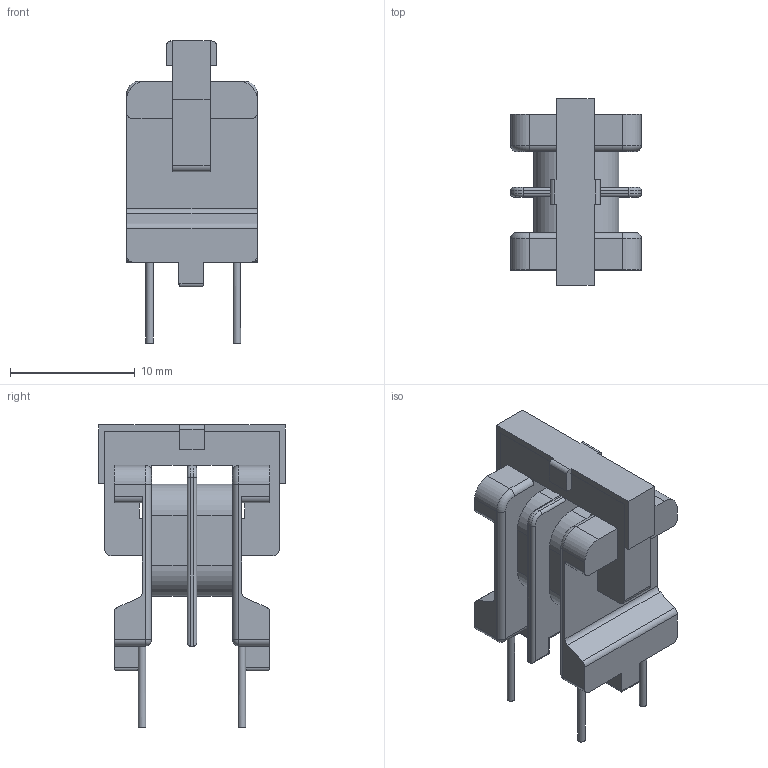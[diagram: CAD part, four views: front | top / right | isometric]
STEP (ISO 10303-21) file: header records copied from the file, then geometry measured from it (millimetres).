
FILE_DESCRIPTION(/* description */ (''),/* implementation_level */ '2;1');
FILE_NAME(/* name */ 'Common mode v10 v3.step',/* time_stamp */ '2023-01-28T02:25:34+03:00',/* author */ (''),/* organization */ (''),/* preprocessor_version */ 'ST-DEVELOPER v19.2',/* originating_system */ 'Autodesk Translation Framework v11.17.0.187',/* authorisation */ '');
FILE_SCHEMA (('AUTOMOTIVE_DESIGN { 1 0 10303 214 3 1 1 }'));
Length unit declared in the file: millimetre
Products named in the file (1): Common mode v10
Bounding box: 10.5 x 15 x 24.25 mm (x, y, z)
Volume: 1218.5 mm3; surface area: 1597.9 mm2
Topology: 2 solids, 2 shells, 200 faces, 524 edges, 326 vertices
Faces by surface type: plane 110, cylinder 74, sphere 8, torus 8
Full cylindrical faces by diameter (mm): 0.6 x4
Entity records: 6190 total; most frequent: DIRECTION 1084, CARTESIAN_POINT 1051, ORIENTED_EDGE 1048, EDGE_CURVE 524, LINE 366, VECTOR 366, AXIS2_PLACEMENT_3D 359, VERTEX_POINT 326
